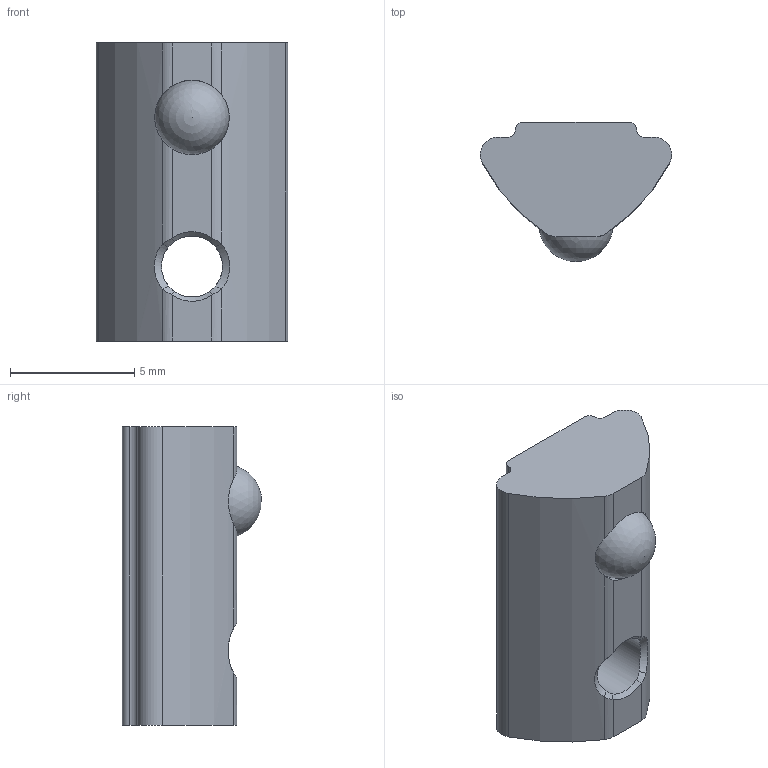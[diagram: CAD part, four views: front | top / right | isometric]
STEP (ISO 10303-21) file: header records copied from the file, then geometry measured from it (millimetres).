
FILE_DESCRIPTION(/* description */ (''),/* implementation_level */ '2;1');
FILE_NAME(/* name */ '211232.stp',/* time_stamp */ '2022-09-20T13:06:25+02:00',/* author */ ('aluteckkpl_tw'),/* organization */ (''),/* preprocessor_version */ 'ST-DEVELOPER v18.1',/* originating_system */ 'Autodesk Inventor 2021',/* authorisation */ '');
FILE_SCHEMA (('AUTOMOTIVE_DESIGN { 1 0 10303 214 3 1 1 }'));
Length unit declared in the file: millimetre
Products named in the file (1): 211232-ZP
Bounding box: 7.7 x 5.6 x 12 mm (x, y, z)
Volume: 278.5 mm3; surface area: 382.7 mm2
Topology: 2 solids, 2 shells, 37 faces, 106 edges, 70 vertices
Faces by surface type: cylinder 17, plane 9, bspline 6, cone 3, sphere 2
Full cylindrical faces by diameter (mm): 2.459 x1, 3 x2
Entity records: 1512 total; most frequent: CARTESIAN_POINT 518, ORIENTED_EDGE 208, DIRECTION 186, EDGE_CURVE 104, AXIS2_PLACEMENT_3D 71, VERTEX_POINT 70, LINE 44, VECTOR 44
